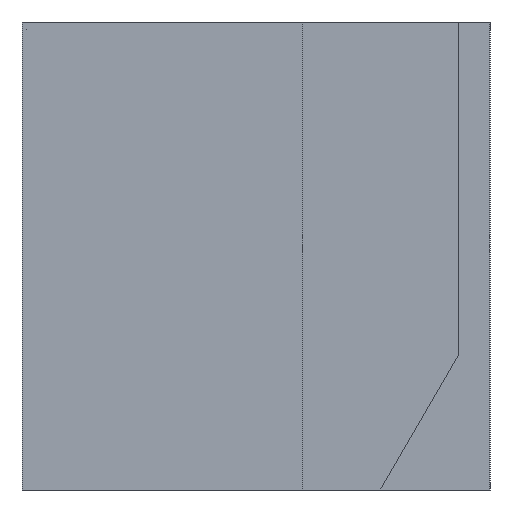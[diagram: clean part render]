
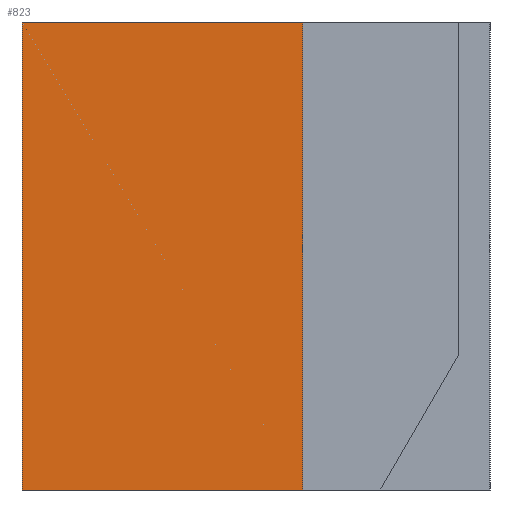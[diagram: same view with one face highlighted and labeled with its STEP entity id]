
A CAD part, left-side view. The second image highlights one B-rep face of the part: STEP entity #823.
In plain terms, the highlighted planar face has unit normal (-1, 0, 0).
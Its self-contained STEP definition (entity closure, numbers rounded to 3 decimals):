
#270=CARTESIAN_POINT('',(-0.95,0.75,1.475));
#271=VERTEX_POINT('',#270);
#278=CARTESIAN_POINT('',(-0.95,-0.15,1.475));
#279=VERTEX_POINT('',#278);
#280=CARTESIAN_POINT('',(-0.95,0.75,1.475));
#281=DIRECTION('',(0.,-1.,0.));
#282=VECTOR('',#281,0.9);
#283=LINE('',#280,#282);
#284=EDGE_CURVE('',#271,#279,#283,.T.);
#599=CARTESIAN_POINT('',(-0.95,0.75,-0.025));
#600=VERTEX_POINT('',#599);
#607=CARTESIAN_POINT('',(-0.95,0.75,-0.025));
#608=DIRECTION('',(0.,0.,1.));
#609=VECTOR('',#608,1.5);
#610=LINE('',#607,#609);
#611=EDGE_CURVE('',#600,#271,#610,.T.);
#787=CARTESIAN_POINT('',(-0.95,-0.15,-0.025));
#788=VERTEX_POINT('',#787);
#789=CARTESIAN_POINT('',(-0.95,-0.15,-0.025));
#790=DIRECTION('',(0.,0.,1.));
#791=VECTOR('',#790,1.5);
#792=LINE('',#789,#791);
#793=EDGE_CURVE('',#788,#279,#792,.T.);
#807=CARTESIAN_POINT('',(-0.95,-0.75,0.));
#808=DIRECTION('',(-1.,-0.,0.));
#809=DIRECTION('',(0.,0.,1.));
#810=AXIS2_PLACEMENT_3D('',#807,#808,#809);
#811=PLANE('',#810);
#812=CARTESIAN_POINT('',(-0.95,0.75,-0.025));
#813=DIRECTION('',(0.,-1.,-0.));
#814=VECTOR('',#813,0.9);
#815=LINE('',#812,#814);
#816=EDGE_CURVE('',#600,#788,#815,.T.);
#817=ORIENTED_EDGE('',*,*,#816,.T.);
#818=ORIENTED_EDGE('',*,*,#793,.T.);
#819=ORIENTED_EDGE('',*,*,#284,.F.);
#820=ORIENTED_EDGE('',*,*,#611,.F.);
#821=EDGE_LOOP('',(#817,#818,#819,#820));
#822=FACE_BOUND('',#821,.T.);
#823=ADVANCED_FACE('NONE',(#822),#811,.T.);
